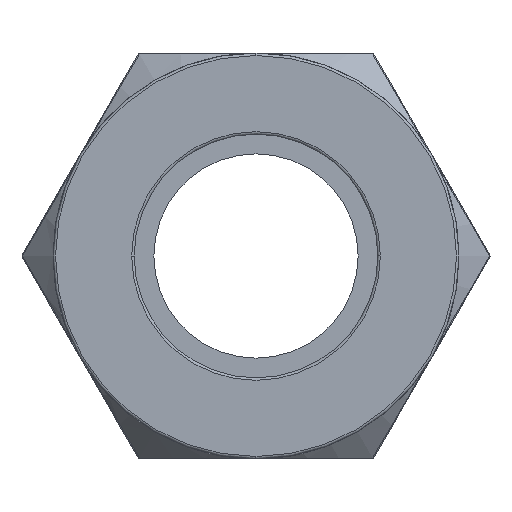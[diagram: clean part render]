
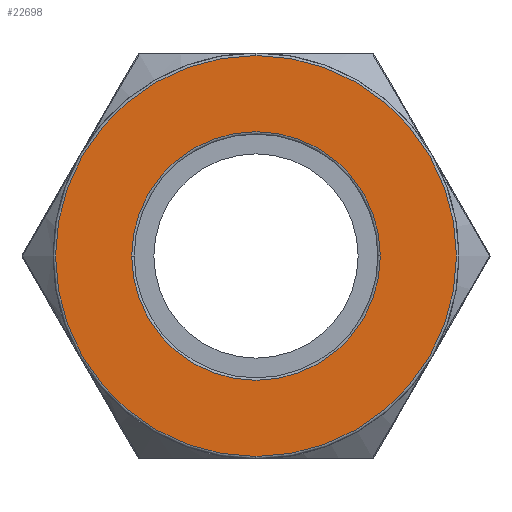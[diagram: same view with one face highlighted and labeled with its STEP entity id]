
A CAD part, left-side view. The second image highlights one B-rep face of the part: STEP entity #22698.
In plain terms, the highlighted face is planar.
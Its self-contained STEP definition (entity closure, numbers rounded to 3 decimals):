
#19644=CARTESIAN_POINT('',(0.,0.,0.));
#19645=DIRECTION('',(-1.,0.,0.));
#19646=DIRECTION('',(0.,1.,0.));
#19647=AXIS2_PLACEMENT_3D('',#19644,#19645,#19646);
#19649=CARTESIAN_POINT('',(0.,0.,0.));
#19650=DIRECTION('',(-1.,0.,0.));
#19651=DIRECTION('',(0.,-1.,0.));
#19652=AXIS2_PLACEMENT_3D('',#19649,#19650,#19651);
#19654=CARTESIAN_POINT('',(0.,0.,0.));
#19655=DIRECTION('',(1.,0.,0.));
#19656=DIRECTION('',(0.,0.,1.));
#19657=AXIS2_PLACEMENT_3D('',#19654,#19655,#19656);
#19659=CARTESIAN_POINT('',(0.,0.,0.));
#19660=DIRECTION('',(1.,0.,0.));
#19661=DIRECTION('',(0.,0.,-1.));
#19662=AXIS2_PLACEMENT_3D('',#19659,#19660,#19661);
#22509=CARTESIAN_POINT('',(0.,9.188,0.));
#22510=CARTESIAN_POINT('',(0.,-9.188,0.));
#22511=VERTEX_POINT('',#22509);
#22512=VERTEX_POINT('',#22510);
#22540=CARTESIAN_POINT('',(0.,0.,14.813));
#22541=CARTESIAN_POINT('',(0.,0.,-14.813));
#22542=VERTEX_POINT('',#22540);
#22543=VERTEX_POINT('',#22541);
#22681=CARTESIAN_POINT('',(0.,0.,0.));
#22682=DIRECTION('',(1.,0.,0.));
#22683=DIRECTION('',(0.,-1.,0.));
#22684=AXIS2_PLACEMENT_3D('',#22681,#22682,#22683);
#22685=PLANE('',#22684);
#22687=ORIENTED_EDGE('',*,*,#22686,.F.);
#22689=ORIENTED_EDGE('',*,*,#22688,.F.);
#22690=EDGE_LOOP('',(#22687,#22689));
#22691=FACE_OUTER_BOUND('',#22690,.F.);
#22693=ORIENTED_EDGE('',*,*,#22692,.F.);
#22695=ORIENTED_EDGE('',*,*,#22694,.F.);
#22696=EDGE_LOOP('',(#22693,#22695));
#22697=FACE_BOUND('',#22696,.F.);
#19648=CIRCLE('',#19647,9.188);
#19653=CIRCLE('',#19652,9.188);
#19658=CIRCLE('',#19657,14.813);
#19663=CIRCLE('',#19662,14.813);
#22686=EDGE_CURVE('',#22542,#22543,#19658,.T.);
#22688=EDGE_CURVE('',#22543,#22542,#19663,.T.);
#22692=EDGE_CURVE('',#22511,#22512,#19648,.T.);
#22694=EDGE_CURVE('',#22512,#22511,#19653,.T.);
#22698=ADVANCED_FACE('',(#22691,#22697),#22685,.T.);
